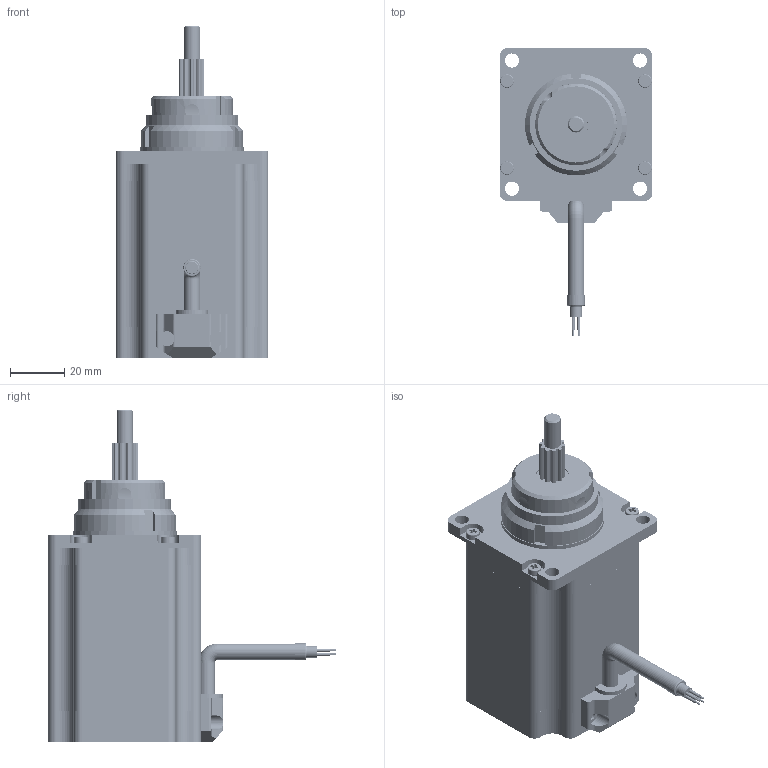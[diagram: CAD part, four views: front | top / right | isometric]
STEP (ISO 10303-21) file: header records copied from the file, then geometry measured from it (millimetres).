
FILE_DESCRIPTION (( 'STEP AP214' ), '1' );
FILE_NAME ('57NC275-T5.08-4-04-12.7-001.STEP', '2024-11-27T07:13:11', ( 'MM' ), ( 'Microsoft' ), 'SwSTEP 2.0', 'SolidWorks 2024', '' );
FILE_SCHEMA (( 'AUTOMOTIVE_DESIGN' ));
Length unit declared in the file: millimetre
Products named in the file (23): 09-57-001（φ30Xφ17X7); 07-57-003（57固定轴注塑螺母）; 07-57-009（57固定轴铝套-12.7）_08-35-006-5; 02-57-75直接出线; 11-57-004（M3-71配57-75）; 13-57-26_13-57-26; 07-57-009（57固定轴花键-12.7）_01-57-022-3; 10-60-005轴套φ17H3.8; 03-57-11-17_10-57-006-11; 01-57-001（57直线前盖φ30）_04-57-001-1; 57NC275-T5.08-4-04-12.7-001; 07-57-002（57固定轴锁紧螺母）; 02-57-75直线贯通; 08-57-001（57直线电机磁钢）_07-28-001-2; 10-57-001直线隔磁片; 02-57-53.5_02-57-53.5; 01-57-010（57直线后盖φ30有孔电缆线）_04-57-002-2; 07-57-009（57固定轴丝杆-12.7）_03-57-004-7; 06-57-038（贯通轴注塑塑料）_06-57-034; 06-57-016（贯通75电机轴）_06-57-012; 03-57-012贯通75机身; 07-57-007（57固定轴卡簧）; 14-57-004（57单孔出线）
Assembly tree (31 placements, depth 4):
  57NC275-T5.08-4-04-12.7-001
    02-57-75直线贯通
      01-57-010（57直线后盖φ30有孔电缆线）_04-57-002-2
      01-57-001（57直线前盖φ30）_04-57-001-1
      02-57-75直接出线
        02-57-53.5_02-57-53.5
        13-57-26_13-57-26  x2
      03-57-012贯通75机身
        06-57-016（贯通75电机轴）_06-57-012
        03-57-11-17_10-57-006-11  x4
        08-57-001（57直线电机磁钢）_07-28-001-2  x2
        10-57-001直线隔磁片
      10-60-005轴套φ17H3.8
      09-57-001（φ30Xφ17X7)  x2
      11-57-004（M3-71配57-75）  x4
      06-57-038（贯通轴注塑塑料）_06-57-034
      14-57-004（57单孔出线）
    07-57-009（57固定轴铝套-12.7）_08-35-006-5
    07-57-002（57固定轴锁紧螺母）
    07-57-003（57固定轴注塑螺母）
    07-57-009（57固定轴花键-12.7）_01-57-022-3
    07-57-007（57固定轴卡簧）
    07-57-009（57固定轴丝杆-12.7）_03-57-004-7
Bounding box: 56.24 x 105.72 x 122.05 mm (x, y, z)
Volume: 170771.3 mm3; surface area: 152144.1 mm2
Topology: 29 solids, 29 shells, 5703 faces, 16344 edges, 10832 vertices
Faces by surface type: cylinder 3480, plane 2065, cone 88, bspline 48, torus 22
Entity records: 112547 total; most frequent: CARTESIAN_POINT 42330, ORIENTED_EDGE 14942, DIRECTION 14693, EDGE_CURVE 7471, AXIS2_PLACEMENT_3D 5275, VERTEX_POINT 4939, VECTOR 4143, LINE 4143
